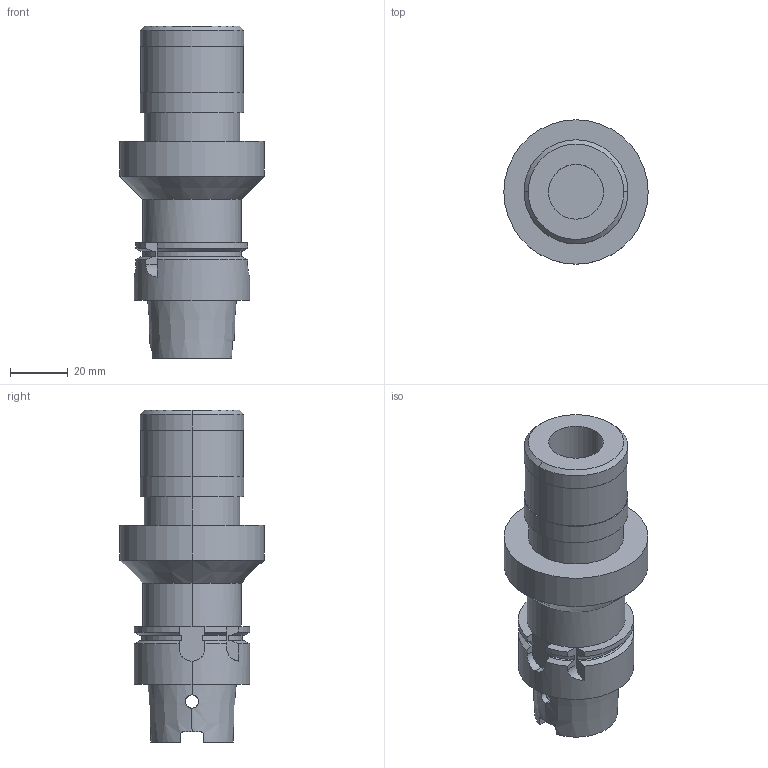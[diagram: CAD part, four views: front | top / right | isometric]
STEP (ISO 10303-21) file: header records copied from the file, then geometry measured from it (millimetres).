
FILE_DESCRIPTION (( 'STEP AP203' ), '1' );
FILE_NAME ('STP-5071-580-001-095-0(71.08.1B.095).STEP', '2024-03-28T03:04:37', ( '' ), ( '' ), 'SwSTEP 2.0', 'SolidWorks 2017', '' );
FILE_SCHEMA (( 'CONFIG_CONTROL_DESIGN' ));
Length unit declared in the file: millimetre
Products named in the file (1): STP-5071-580-001-095-0(71.08.1B.095)
Bounding box: 50 x 50 x 115 mm (x, y, z)
Volume: 103388.5 mm3; surface area: 22038.7 mm2
Topology: 1 solids, 1 shells, 101 faces, 259 edges, 163 vertices
Faces by surface type: cylinder 42, plane 39, cone 16, torus 4
Entity records: 3502 total; most frequent: CARTESIAN_POINT 975, ORIENTED_EDGE 518, DIRECTION 513, EDGE_CURVE 259, AXIS2_PLACEMENT_3D 197, VERTEX_POINT 163, LINE 119, VECTOR 119
